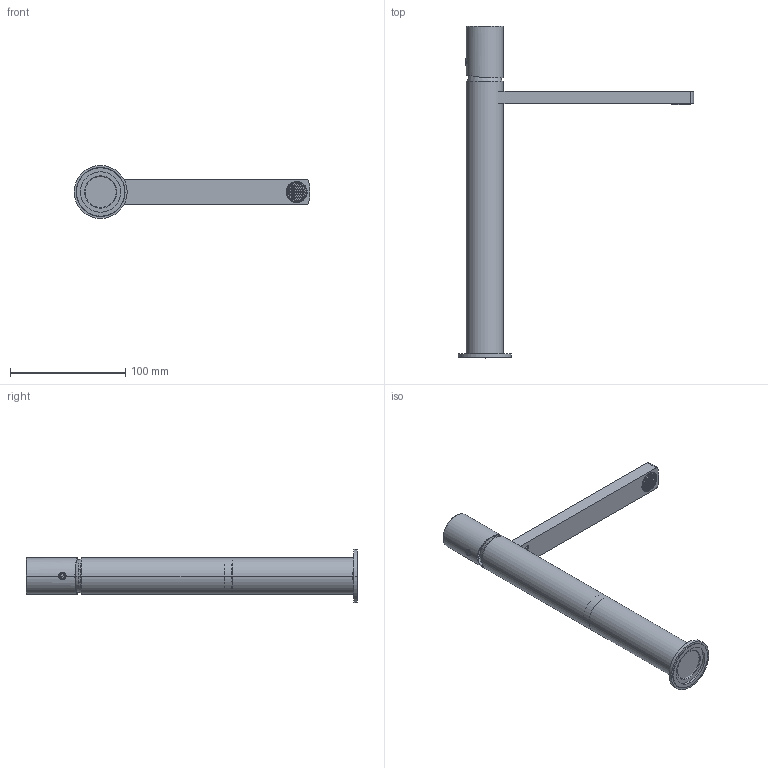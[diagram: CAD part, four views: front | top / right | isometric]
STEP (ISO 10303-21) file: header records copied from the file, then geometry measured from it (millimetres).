
FILE_DESCRIPTION(('CATIA V5 STEP Exchange','CAx-IF Rec.Pracs.--- Model Styling and Organization---1.5--- 2016-08-15','CAx-IF Rec.Pracs.---Supplemental Geometry---1.0---2011-11-01','CAx-IF Rec.Pracs.--- Composite Materials ---3.4---2017-06-13','CAx-IF Rec.Pracs.---Tessellated 3D Geometry---1.0---2015-12-17'),'2;1');
FILE_NAME('X4 00354.stp','2022-09-16T06:18:29+00:00',('none'),('none'),'CATIA Version 5-6 Release 2020 SP2','CATIA V5 STEP AP242 v2','none');
FILE_SCHEMA(('AP242_MANAGED_MODEL_BASED_3D_ENGINEERING_MIM_LF {1 0 10303 442 1 1 4}'));
Length unit declared in the file: millimetre
Products named in the file (23): X4 00354; PR9D109; P47408; PR96325; PX0485; PX0487; PX0486; PX0488; PX0489; PX0484; PX0490; P41086; P96491; P46863; P44805; P47329; E-POR.2087; P52442; P42743; P50417; P47394; P50533; P46958
Assembly tree (23 placements, depth 3):
  X4 00354
    PR9D109
      P47408
    PR96325
      PX0485
      PX0487
      PX0486
      PX0488
      PX0489
      PX0484
      PX0490
    P41086  x2
    P96491
    P46863
    P44805
    P47329
    E-POR.2087
    P52442
    P42743
    P50417
    P47394
    P50533
    P46958
Bounding box: 204.62 x 288 x 46 mm (x, y, z)
Volume: 222133.8 mm3; surface area: 77985.3 mm2
Topology: 21 solids, 22 shells, 1857 faces, 4681 edges, 2900 vertices
Faces by surface type: plane 790, cylinder 537, torus 220, cone 148, bspline 86, sphere 74, revolution 2
Entity records: 57916 total; most frequent: CARTESIAN_POINT 18911, ORIENTED_EDGE 9114, DIRECTION 5627, EDGE_CURVE 4557, VERTEX_POINT 2876, VECTOR 2355, LINE 2355, AXIS2_PLACEMENT_3D 2278
